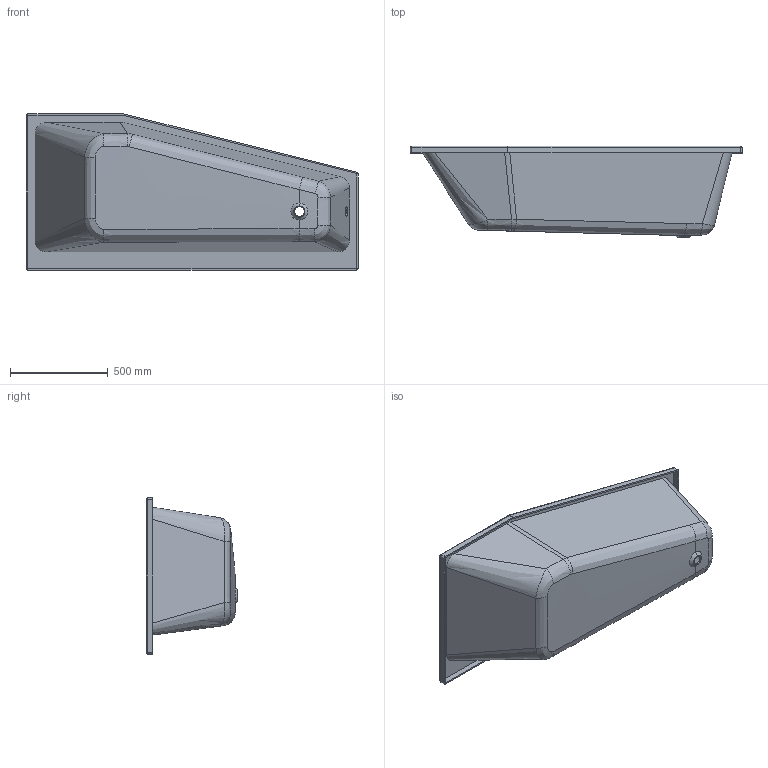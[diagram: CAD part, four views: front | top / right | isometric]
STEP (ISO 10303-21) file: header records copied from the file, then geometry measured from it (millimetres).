
FILE_DESCRIPTION((''),'2;1');
FILE_NAME('UBA178SUB3LI','2023-11-24T10:51:27',('hegemanc'),('Villeroy & Boch Wellness bv'),'CREO PARAMETRIC BY PTC INC, 2022414','CREO PARAMETRIC BY PTC INC, 2022414','');
FILE_SCHEMA(('AP242_MANAGED_MODEL_BASED_3D_ENGINEERING_MIM_LF { 1 0 10303 442 1 1 4 }'));
Length unit declared in the file: millimetre
Products named in the file (1): UBA178SUB3LI
Bounding box: 1700 x 470 x 800 mm (x, y, z)
Volume: 17728519.1 mm3; surface area: 5097915.5 mm2
Topology: 1 solids, 1 shells, 105 faces, 287 edges, 203 vertices
Faces by surface type: bspline 59, cylinder 19, plane 15, cone 8, torus 4
Entity records: 11705 total; most frequent: CARTESIAN_POINT 7622, COLOUR_RGB 1450, ORIENTED_EDGE 496, DIRECTION 393, EDGE_CURVE 248, VERTEX_POINT 148, AXIS2_PLACEMENT_3D 144, EDGE_LOOP 112
